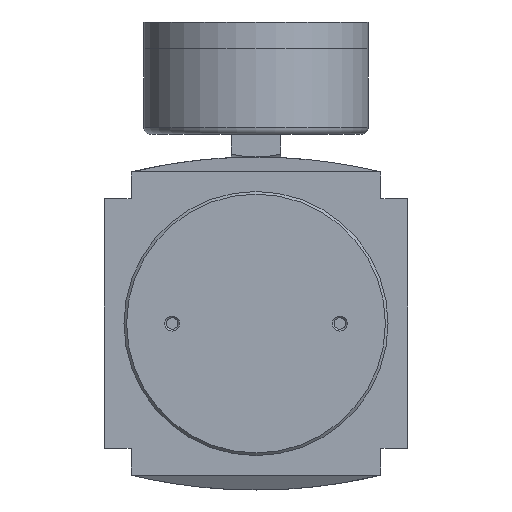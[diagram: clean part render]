
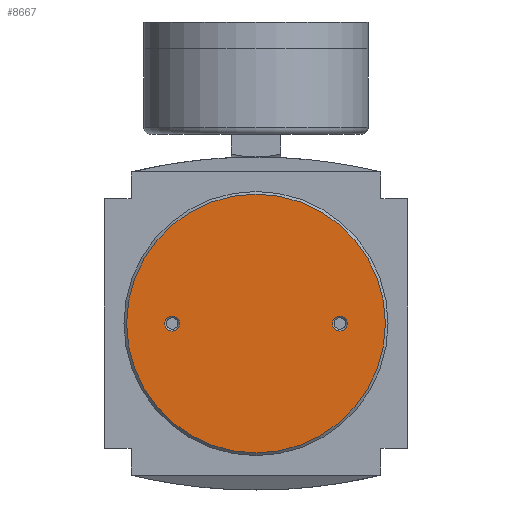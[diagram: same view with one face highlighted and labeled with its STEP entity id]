
A CAD part, front view. The second image highlights one B-rep face of the part: STEP entity #8667.
In plain terms, the highlighted planar face has unit normal (0, -1, 0).
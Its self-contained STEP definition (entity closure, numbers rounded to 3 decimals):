
#1811=PLANE('',#9466);
#2001=FACE_BOUND('',#2822,.T.);
#2002=FACE_BOUND('',#2823,.T.);
#2313=FACE_OUTER_BOUND('',#2821,.T.);
#2821=EDGE_LOOP('',(#6862));
#2822=EDGE_LOOP('',(#6863));
#2823=EDGE_LOOP('',(#6864));
#3373=CIRCLE('',#9449,2.1);
#3376=CIRCLE('',#9455,2.1);
#3381=CIRCLE('',#9465,36.25);
#3927=VERTEX_POINT('',#15296);
#3930=VERTEX_POINT('',#15305);
#3935=VERTEX_POINT('',#15320);
#4966=EDGE_CURVE('',#3927,#3927,#3373,.T.);
#4969=EDGE_CURVE('',#3930,#3930,#3376,.T.);
#4974=EDGE_CURVE('',#3935,#3935,#3381,.T.);
#6862=ORIENTED_EDGE('',*,*,#4974,.T.);
#6863=ORIENTED_EDGE('',*,*,#4966,.T.);
#6864=ORIENTED_EDGE('',*,*,#4969,.T.);
#8667=ADVANCED_FACE('',(#2313,#2001,#2002),#1811,.T.);
#9449=AXIS2_PLACEMENT_3D('',#15297,#11151,#11152);
#9455=AXIS2_PLACEMENT_3D('',#15306,#11163,#11164);
#9465=AXIS2_PLACEMENT_3D('',#15321,#11183,#11184);
#9466=AXIS2_PLACEMENT_3D('',#15322,#11185,#11186);
#11151=DIRECTION('center_axis',(0.,1.,0.));
#11152=DIRECTION('ref_axis',(1.,0.,0.));
#11163=DIRECTION('center_axis',(0.,1.,0.));
#11164=DIRECTION('ref_axis',(1.,0.,0.));
#11183=DIRECTION('center_axis',(0.,-1.,0.));
#11184=DIRECTION('ref_axis',(1.,0.,0.));
#11185=DIRECTION('center_axis',(0.,-1.,0.));
#11186=DIRECTION('ref_axis',(0.,0.,-1.));
#15296=CARTESIAN_POINT('',(25.6,-54.,0.));
#15297=CARTESIAN_POINT('Origin',(23.5,-54.,0.));
#15305=CARTESIAN_POINT('',(-21.4,-54.,0.));
#15306=CARTESIAN_POINT('Origin',(-23.5,-54.,0.));
#15320=CARTESIAN_POINT('',(36.25,-54.,0.));
#15321=CARTESIAN_POINT('Origin',(0.,-54.,0.));
#15322=CARTESIAN_POINT('Origin',(18.125,-54.,0.));
